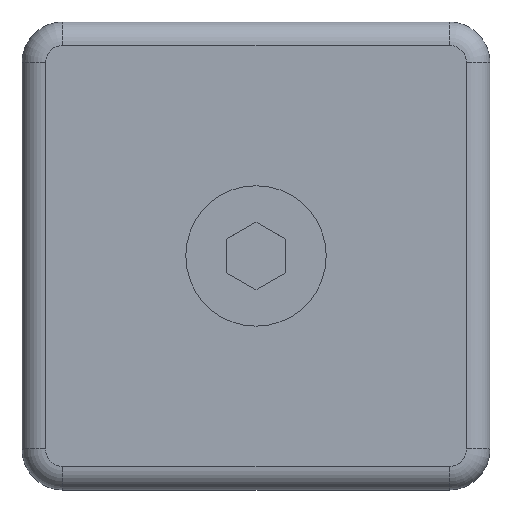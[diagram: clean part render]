
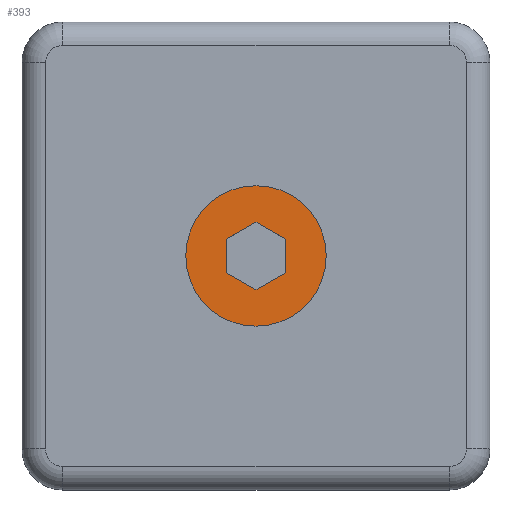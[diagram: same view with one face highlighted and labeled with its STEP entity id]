
A CAD part, top view. The second image highlights one B-rep face of the part: STEP entity #393.
In plain terms, the highlighted planar face has unit normal (0, 0, 1).
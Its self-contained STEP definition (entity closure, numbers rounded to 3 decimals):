
#21 = EDGE_CURVE ( 'NONE', #1423, #68, #957, .T. ) ;
#27 = DIRECTION ( 'NONE',  ( 0., 1., 0. ) ) ;
#55 = LINE ( 'NONE', #1152, #838 ) ;
#68 = VERTEX_POINT ( 'NONE', #915 ) ;
#93 = EDGE_CURVE ( 'NONE', #68, #1119, #827, .T. ) ;
#97 = DIRECTION ( 'NONE',  ( 1., 0., 0. ) ) ;
#107 = CARTESIAN_POINT ( 'NONE',  ( 0., 2.887, 3.3 ) ) ;
#112 = DIRECTION ( 'NONE',  ( 0.866, -0.5, 0. ) ) ;
#147 = LINE ( 'NONE', #1031, #366 ) ;
#161 = VERTEX_POINT ( 'NONE', #348 ) ;
#309 = VECTOR ( 'NONE', #1511, 1000. ) ;
#330 = EDGE_LOOP ( 'NONE', ( #1549, #504, #1332, #876, #1026, #1125 ) ) ;
#334 = AXIS2_PLACEMENT_3D ( 'NONE', #538, #542, #890 ) ;
#348 = CARTESIAN_POINT ( 'NONE',  ( 2.5, -1.443, 3.3 ) ) ;
#366 = VECTOR ( 'NONE', #759, 1000. ) ;
#370 = VECTOR ( 'NONE', #27, 1000. ) ;
#372 = ORIENTED_EDGE ( 'NONE', *, *, #717, .T. ) ;
#391 = FACE_OUTER_BOUND ( 'NONE', #1310, .T. ) ;
#393 = ADVANCED_FACE ( 'NONE', ( #391, #1350 ), #1283, .T. ) ;
#421 = ORIENTED_EDGE ( 'NONE', *, *, #1340, .T. ) ;
#429 = VECTOR ( 'NONE', #1073, 1000. ) ;
#454 = DIRECTION ( 'NONE',  ( -1., 0., 0. ) ) ;
#499 = CARTESIAN_POINT ( 'NONE',  ( 2.5, 1.443, 3.3 ) ) ;
#504 = ORIENTED_EDGE ( 'NONE', *, *, #1435, .T. ) ;
#538 = CARTESIAN_POINT ( 'NONE',  ( 0., 0., 3.3 ) ) ;
#542 = DIRECTION ( 'NONE',  ( 0., 0., 1. ) ) ;
#560 = DIRECTION ( 'NONE',  ( -0.866, 0.5, 0. ) ) ;
#589 = EDGE_CURVE ( 'NONE', #691, #1423, #1327, .T. ) ;
#651 = CARTESIAN_POINT ( 'NONE',  ( -6., 0., 3.3 ) ) ;
#660 = CARTESIAN_POINT ( 'NONE',  ( -2.5, -1.443, 3.3 ) ) ;
#691 = VERTEX_POINT ( 'NONE', #660 ) ;
#709 = VECTOR ( 'NONE', #112, 1000. ) ;
#717 = EDGE_CURVE ( 'NONE', #1215, #1188, #1443, .T. ) ;
#759 = DIRECTION ( 'NONE',  ( 0., -1., 0. ) ) ;
#827 = LINE ( 'NONE', #107, #709 ) ;
#828 = CARTESIAN_POINT ( 'NONE',  ( 2.5, -1.443, 3.3 ) ) ;
#838 = VECTOR ( 'NONE', #560, 1000. ) ;
#876 = ORIENTED_EDGE ( 'NONE', *, *, #589, .T. ) ;
#890 = DIRECTION ( 'NONE',  ( -1., 0., 0. ) ) ;
#915 = CARTESIAN_POINT ( 'NONE',  ( 0., 2.887, 3.3 ) ) ;
#918 = CARTESIAN_POINT ( 'NONE',  ( 0., 0., 3.3 ) ) ;
#930 = AXIS2_PLACEMENT_3D ( 'NONE', #918, #1173, #454 ) ;
#957 = LINE ( 'NONE', #1136, #309 ) ;
#1026 = ORIENTED_EDGE ( 'NONE', *, *, #21, .T. ) ;
#1031 = CARTESIAN_POINT ( 'NONE',  ( 2.5, 0., 3.3 ) ) ;
#1058 = AXIS2_PLACEMENT_3D ( 'NONE', #1425, #1170, #97 ) ;
#1073 = DIRECTION ( 'NONE',  ( -0.866, -0.5, 0. ) ) ;
#1119 = VERTEX_POINT ( 'NONE', #499 ) ;
#1125 = ORIENTED_EDGE ( 'NONE', *, *, #93, .T. ) ;
#1136 = CARTESIAN_POINT ( 'NONE',  ( -2.5, 1.443, 3.3 ) ) ;
#1152 = CARTESIAN_POINT ( 'NONE',  ( 0., -2.887, 3.3 ) ) ;
#1170 = DIRECTION ( 'NONE',  ( 0., 0., 1. ) ) ;
#1173 = DIRECTION ( 'NONE',  ( 0., 0., 1. ) ) ;
#1188 = VERTEX_POINT ( 'NONE', #1404 ) ;
#1215 = VERTEX_POINT ( 'NONE', #651 ) ;
#1238 = EDGE_CURVE ( 'NONE', #1119, #161, #147, .T. ) ;
#1279 = VERTEX_POINT ( 'NONE', #1414 ) ;
#1283 = PLANE ( 'NONE',  #1058 ) ;
#1310 = EDGE_LOOP ( 'NONE', ( #372, #421 ) ) ;
#1327 = LINE ( 'NONE', #1341, #370 ) ;
#1332 = ORIENTED_EDGE ( 'NONE', *, *, #1351, .T. ) ;
#1339 = CARTESIAN_POINT ( 'NONE',  ( -2.5, 1.443, 3.3 ) ) ;
#1340 = EDGE_CURVE ( 'NONE', #1188, #1215, #1459, .T. ) ;
#1341 = CARTESIAN_POINT ( 'NONE',  ( -2.5, 0., 3.3 ) ) ;
#1350 = FACE_BOUND ( 'NONE', #330, .T. ) ;
#1351 = EDGE_CURVE ( 'NONE', #1279, #691, #55, .T. ) ;
#1404 = CARTESIAN_POINT ( 'NONE',  ( 6., 0., 3.3 ) ) ;
#1406 = LINE ( 'NONE', #828, #429 ) ;
#1414 = CARTESIAN_POINT ( 'NONE',  ( 0., -2.887, 3.3 ) ) ;
#1423 = VERTEX_POINT ( 'NONE', #1339 ) ;
#1425 = CARTESIAN_POINT ( 'NONE',  ( 4., 0., 3.3 ) ) ;
#1435 = EDGE_CURVE ( 'NONE', #161, #1279, #1406, .T. ) ;
#1443 = CIRCLE ( 'NONE', #334, 6. ) ;
#1459 = CIRCLE ( 'NONE', #930, 6. ) ;
#1511 = DIRECTION ( 'NONE',  ( 0.866, 0.5, 0. ) ) ;
#1549 = ORIENTED_EDGE ( 'NONE', *, *, #1238, .T. ) ;
